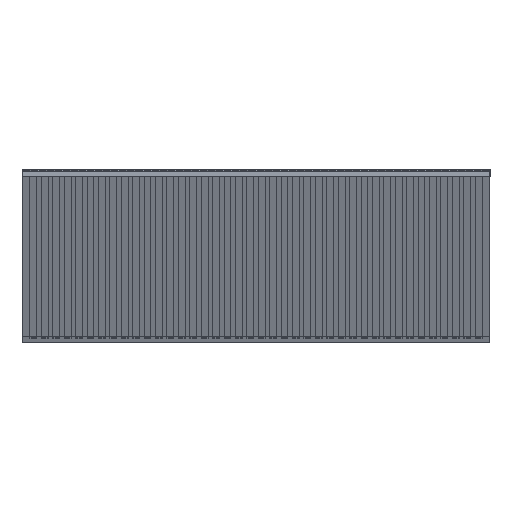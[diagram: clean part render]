
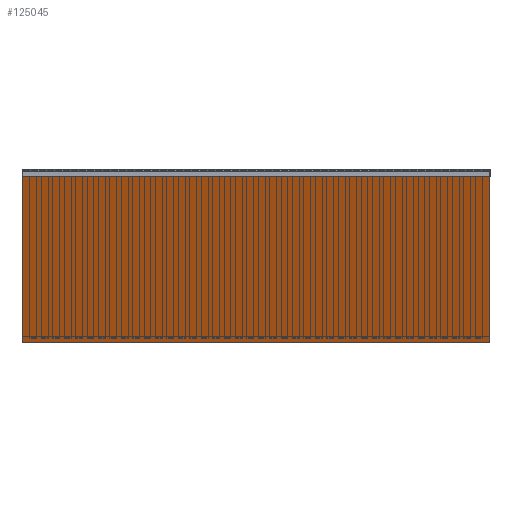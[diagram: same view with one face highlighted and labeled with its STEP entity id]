
A CAD part, left-side view. The second image highlights one B-rep face of the part: STEP entity #125045.
In plain terms, the highlighted planar face has unit normal (-0.915, 0, -0.403).
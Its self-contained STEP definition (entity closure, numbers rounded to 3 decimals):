
#1611=ORIENTED_EDGE('',*,*,#28417,.T.);
#1612=ORIENTED_EDGE('',*,*,#29197,.F.);
#1613=ORIENTED_EDGE('',*,*,#28681,.F.);
#1614=ORIENTED_EDGE('',*,*,#29199,.T.);
#28417=EDGE_CURVE('',#42290,#42289,#51481,.T.);
#28681=EDGE_CURVE('',#42551,#42552,#51745,.T.);
#29197=EDGE_CURVE('',#42552,#42289,#52261,.T.);
#29199=EDGE_CURVE('',#42551,#42290,#52263,.T.);
#42289=VERTEX_POINT('',#157999);
#42290=VERTEX_POINT('',#158001);
#42551=VERTEX_POINT('',#158527);
#42552=VERTEX_POINT('',#158529);
#51481=LINE('',#158000,#65353);
#51745=LINE('',#158528,#65617);
#52261=LINE('',#159518,#66133);
#52263=LINE('',#159523,#66135);
#65353=VECTOR('',#134622,1000.);
#65617=VECTOR('',#134890,1000.);
#66133=VECTOR('',#135588,1000.);
#66135=VECTOR('',#135596,1000.);
#79022=EDGE_LOOP('',(#1611,#1612,#1613,#1614));
#83624=FACE_BOUND('',#79022,.T.);
#88226=PLANE('',#129654);
#125045=ADVANCED_FACE('',(#83624),#88226,.F.);
#129654=AXIS2_PLACEMENT_3D('',#159522,#135594,#135595);
#134622=DIRECTION('',(-0.403,0.,0.915));
#134890=DIRECTION('',(-0.403,0.,0.915));
#135588=DIRECTION('',(0.,-1.,0.));
#135594=DIRECTION('',(0.915,0.,0.403));
#135595=DIRECTION('',(0.403,0.,-0.915));
#135596=DIRECTION('',(0.,-1.,0.));
#157999=CARTESIAN_POINT('',(35.04,0.,-0.167));
#158000=CARTESIAN_POINT('',(35.04,0.,-0.167));
#158001=CARTESIAN_POINT('',(38.3,0.,-7.575));
#158527=CARTESIAN_POINT('',(38.3,20.5,-7.575));
#158528=CARTESIAN_POINT('',(35.04,20.5,-0.167));
#158529=CARTESIAN_POINT('',(35.04,20.5,-0.167));
#159518=CARTESIAN_POINT('',(35.04,20.5,-0.167));
#159522=CARTESIAN_POINT('',(35.04,20.5,-0.167));
#159523=CARTESIAN_POINT('',(38.3,20.5,-7.575));
